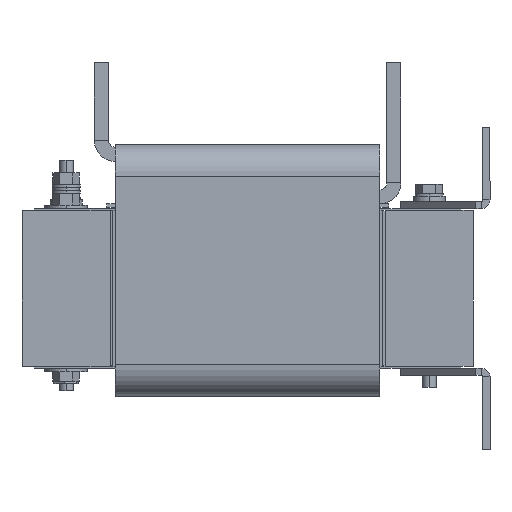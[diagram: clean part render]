
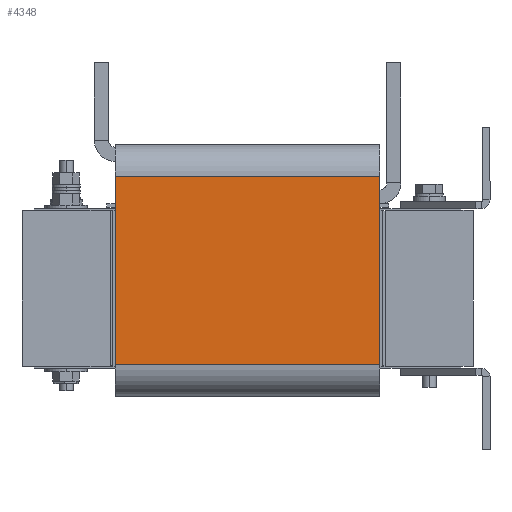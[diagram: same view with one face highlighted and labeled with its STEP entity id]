
A CAD part, left-side view. The second image highlights one B-rep face of the part: STEP entity #4348.
In plain terms, the highlighted planar face has unit normal (-1, 0, 0).
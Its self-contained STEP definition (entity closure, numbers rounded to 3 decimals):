
#830 = DIRECTION ( 'NONE',  ( 0., -1., 0. ) ) ;
#1070 = DIRECTION ( 'NONE',  ( 0., -1., 0. ) ) ;
#1715 = VECTOR ( 'NONE', #13218, 1000. ) ;
#1896 = ORIENTED_EDGE ( 'NONE', *, *, #3318, .F. ) ;
#1965 = VERTEX_POINT ( 'NONE', #3807 ) ;
#2128 = LINE ( 'NONE', #6631, #4224 ) ;
#2704 = DIRECTION ( 'NONE',  ( 0., 0., -1. ) ) ;
#2926 = FACE_OUTER_BOUND ( 'NONE', #4620, .T. ) ;
#3161 = ORIENTED_EDGE ( 'NONE', *, *, #5958, .T. ) ;
#3174 = CARTESIAN_POINT ( 'NONE',  ( -143., 75., -43.25 ) ) ;
#3318 = EDGE_CURVE ( 'NONE', #1965, #9697, #11192, .T. ) ;
#3576 = VERTEX_POINT ( 'NONE', #12129 ) ;
#3807 = CARTESIAN_POINT ( 'NONE',  ( -143., 75., 63.55 ) ) ;
#4224 = VECTOR ( 'NONE', #4561, 1000. ) ;
#4229 = LINE ( 'NONE', #10956, #4532 ) ;
#4348 = ADVANCED_FACE ( 'Defeature ausgef�hrt2_34', ( #2926 ), #12824, .F. ) ;
#4505 = LINE ( 'NONE', #3174, #1715 ) ;
#4532 = VECTOR ( 'NONE', #830, 1000. ) ;
#4561 = DIRECTION ( 'NONE',  ( 0., 0., 1. ) ) ;
#4620 = EDGE_LOOP ( 'NONE', ( #6910, #1896, #8791, #3161 ) ) ;
#5793 = CARTESIAN_POINT ( 'NONE',  ( -143., 75., 63.55 ) ) ;
#5958 = EDGE_CURVE ( 'NONE', #7916, #3576, #4229, .T. ) ;
#6169 = DIRECTION ( 'NONE',  ( 1., 0., 0. ) ) ;
#6631 = CARTESIAN_POINT ( 'NONE',  ( -143., -75., -43.25 ) ) ;
#6910 = ORIENTED_EDGE ( 'NONE', *, *, #12434, .T. ) ;
#7558 = EDGE_CURVE ( 'NONE', #7916, #1965, #4505, .T. ) ;
#7916 = VERTEX_POINT ( 'NONE', #8848 ) ;
#8791 = ORIENTED_EDGE ( 'NONE', *, *, #7558, .F. ) ;
#8848 = CARTESIAN_POINT ( 'NONE',  ( -143., 75., -43.25 ) ) ;
#9697 = VERTEX_POINT ( 'NONE', #13563 ) ;
#9722 = CARTESIAN_POINT ( 'NONE',  ( -143., 75., -43.25 ) ) ;
#9845 = AXIS2_PLACEMENT_3D ( 'NONE', #9722, #6169, #2704 ) ;
#10956 = CARTESIAN_POINT ( 'NONE',  ( -143., 75., -43.25 ) ) ;
#11192 = LINE ( 'NONE', #5793, #11475 ) ;
#11475 = VECTOR ( 'NONE', #1070, 1000. ) ;
#12129 = CARTESIAN_POINT ( 'NONE',  ( -143., -75., -43.25 ) ) ;
#12434 = EDGE_CURVE ( 'NONE', #3576, #9697, #2128, .T. ) ;
#12824 = PLANE ( 'NONE',  #9845 ) ;
#13218 = DIRECTION ( 'NONE',  ( 0., 0., 1. ) ) ;
#13563 = CARTESIAN_POINT ( 'NONE',  ( -143., -75., 63.55 ) ) ;
